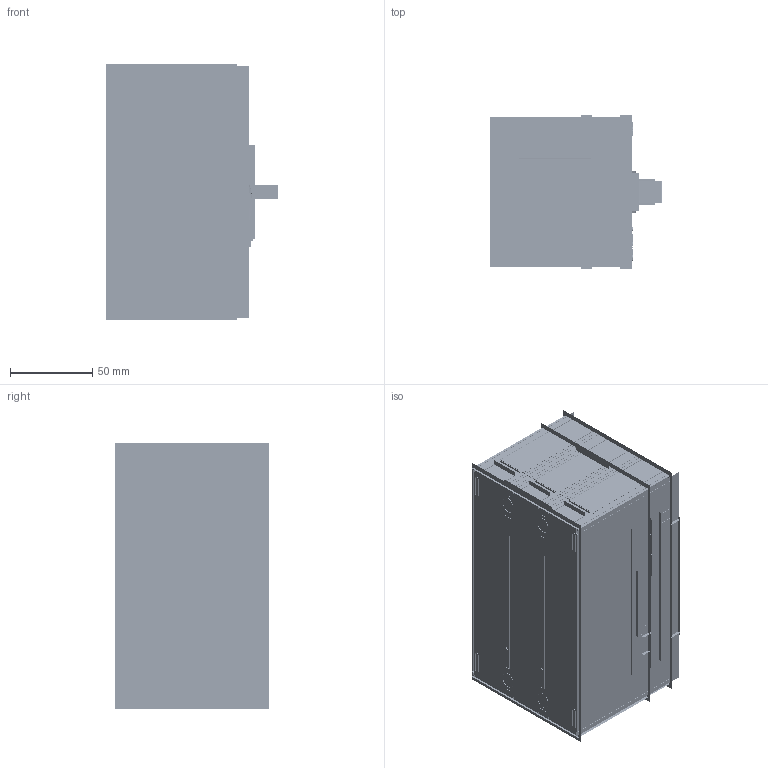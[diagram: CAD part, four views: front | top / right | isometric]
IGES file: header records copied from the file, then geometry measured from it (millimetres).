
Start section:  PTC IGES file: nm1_125h_3p_asm.igs
Global section: file name: nm1_125h_3p_asm.igs; native system: Pro/ENGINEER by Parametric Technology Corporation; preprocessor: 2007090; author: lwjun; organization: Unknown; date: 20140330.115516; units: millimetre
Bounding box: 105.19 x 93.6 x 161.2 mm (x, y, z)
Surface area: 2604664.7 mm2 (no closed solid volume)
Topology: 0 solids, 0 shells, 7865 faces, 115223 edges, 149294 vertices
Faces by surface type: bspline 6484, revolution 1381
